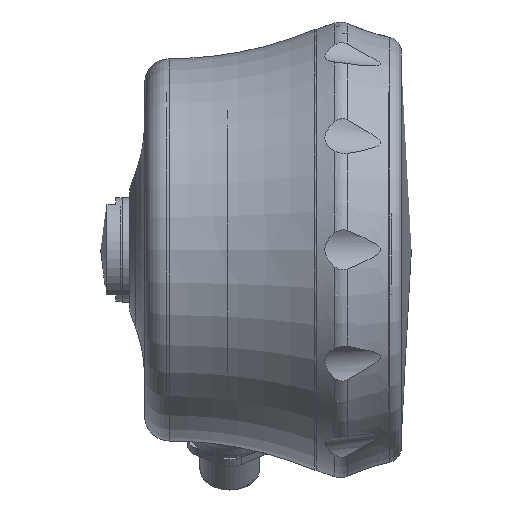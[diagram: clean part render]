
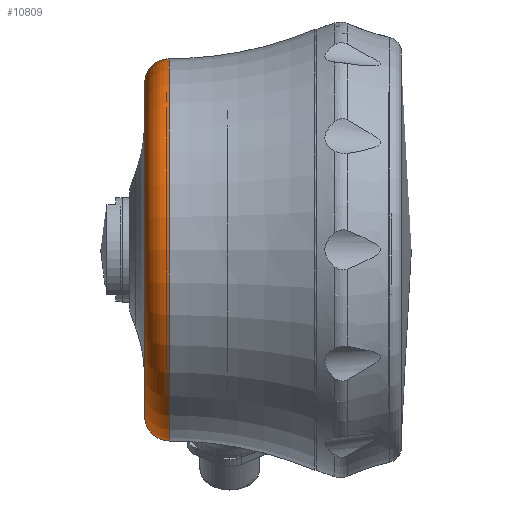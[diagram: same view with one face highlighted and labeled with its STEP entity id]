
A CAD part, front view. The second image highlights one B-rep face of the part: STEP entity #10809.
In plain terms, the highlighted toroidal (fillet/blend) face has major radius 33.267 mm and minor radius 4.9 mm.
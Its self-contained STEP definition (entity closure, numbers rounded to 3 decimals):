
#112=TOROIDAL_SURFACE('',#11404,33.266,4.9);
#1301=ORIENTED_EDGE('',*,*,#3228,.T.);
#1302=ORIENTED_EDGE('',*,*,#3230,.F.);
#3228=EDGE_CURVE('',#4213,#4213,#4913,.T.);
#3230=EDGE_CURVE('',#4216,#4216,#4915,.T.);
#4213=VERTEX_POINT('',#15343);
#4216=VERTEX_POINT('',#15350);
#4913=CIRCLE('',#11401,33.266);
#4915=CIRCLE('',#11405,38.166);
#5450=EDGE_LOOP('',(#1301));
#5451=EDGE_LOOP('',(#1302));
#6218=FACE_BOUND('',#5450,.T.);
#6219=FACE_BOUND('',#5451,.T.);
#10809=ADVANCED_FACE('',(#6218,#6219),#112,.T.);
#11401=AXIS2_PLACEMENT_3D('',#15342,#12544,#12545);
#11404=AXIS2_PLACEMENT_3D('',#15348,#12550,#12551);
#11405=AXIS2_PLACEMENT_3D('',#15349,#12552,#12553);
#12544=DIRECTION('',(1.,0.,0.));
#12545=DIRECTION('',(0.,1.,0.));
#12550=DIRECTION('',(1.,0.,0.));
#12551=DIRECTION('',(0.,-1.,0.006));
#12552=DIRECTION('',(1.,0.,0.));
#12553=DIRECTION('',(0.,-1.,0.));
#15342=CARTESIAN_POINT('',(-19.,-87.4,0.));
#15343=CARTESIAN_POINT('',(-19.,-54.134,0.));
#15348=CARTESIAN_POINT('',(-14.1,-87.4,0.));
#15349=CARTESIAN_POINT('',(-14.1,-87.4,0.));
#15350=CARTESIAN_POINT('',(-14.1,-125.566,0.));
